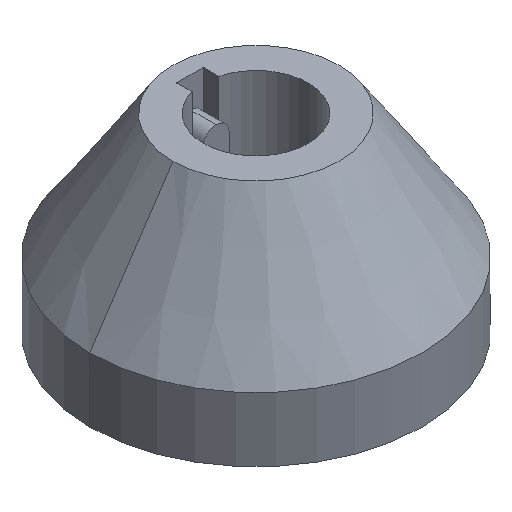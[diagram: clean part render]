
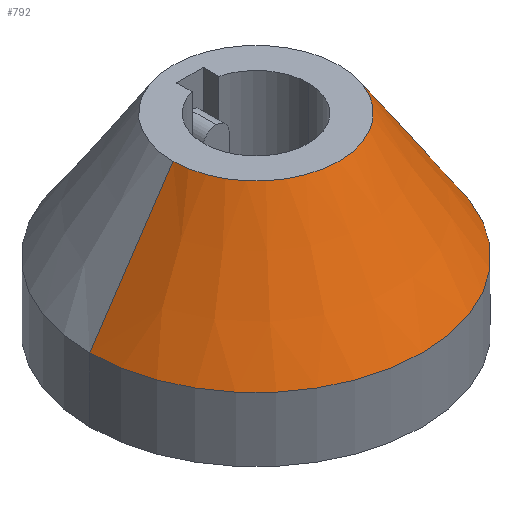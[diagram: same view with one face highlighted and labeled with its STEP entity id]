
A CAD part, isometric view. The second image highlights one B-rep face of the part: STEP entity #792.
In plain terms, the highlighted conical face has half-angle 33.69 degrees and reference radius 6.35 mm.
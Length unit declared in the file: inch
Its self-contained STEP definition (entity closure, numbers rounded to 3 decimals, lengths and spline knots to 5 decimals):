
#94 = ORIENTED_EDGE ( 'NONE', *, *, #4040, .T. ) ;
#792 = ADVANCED_FACE ( 'NONE', ( #3857 ), #6688, .T. ) ;
#997 = CARTESIAN_POINT ( 'NONE',  ( 0.25, 0., 0.49667 ) ) ;
#1045 = EDGE_LOOP ( 'NONE', ( #4643, #1310, #94, #5532 ) ) ;
#1120 = DIRECTION ( 'NONE',  ( 1., 0., 0. ) ) ;
#1310 = ORIENTED_EDGE ( 'NONE', *, *, #3883, .F. ) ;
#1949 = VERTEX_POINT ( 'NONE', #4767 ) ;
#1961 = DIRECTION ( 'NONE',  ( -0.555, 0., -0.832 ) ) ;
#2047 = VERTEX_POINT ( 'NONE', #7055 ) ;
#2078 = CARTESIAN_POINT ( 'NONE',  ( 0., 0., 0.12167 ) ) ;
#2286 = VERTEX_POINT ( 'NONE', #8307 ) ;
#3161 = CARTESIAN_POINT ( 'NONE',  ( 0., 0., 0.49667 ) ) ;
#3294 = CIRCLE ( 'NONE', #6075, 0.25 ) ;
#3788 = AXIS2_PLACEMENT_3D ( 'NONE', #3161, #7833, #3900 ) ;
#3857 = FACE_OUTER_BOUND ( 'NONE', #1045, .T. ) ;
#3872 = EDGE_CURVE ( 'NONE', #2047, #2286, #5387, .T. ) ;
#3876 = CARTESIAN_POINT ( 'NONE',  ( -0.25, 0., 0.49667 ) ) ;
#3883 = EDGE_CURVE ( 'NONE', #5970, #1949, #3294, .T. ) ;
#3900 = DIRECTION ( 'NONE',  ( -1., 0., 0. ) ) ;
#4040 = EDGE_CURVE ( 'NONE', #5970, #2286, #7932, .T. ) ;
#4271 = VECTOR ( 'NONE', #1961, 39.37008 ) ;
#4560 = VECTOR ( 'NONE', #7064, 39.37008 ) ;
#4643 = ORIENTED_EDGE ( 'NONE', *, *, #7304, .F. ) ;
#4767 = CARTESIAN_POINT ( 'NONE',  ( 0.25, 0., 0.49667 ) ) ;
#5069 = DIRECTION ( 'NONE',  ( 1., 0., 0. ) ) ;
#5387 = CIRCLE ( 'NONE', #7303, 0.5 ) ;
#5532 = ORIENTED_EDGE ( 'NONE', *, *, #3872, .F. ) ;
#5769 = DIRECTION ( 'NONE',  ( 0., 0., 1. ) ) ;
#5970 = VERTEX_POINT ( 'NONE', #7915 ) ;
#6073 = DIRECTION ( 'NONE',  ( 0., 0., -1. ) ) ;
#6075 = AXIS2_PLACEMENT_3D ( 'NONE', #8231, #5769, #5069 ) ;
#6688 = CONICAL_SURFACE ( 'NONE', #3788, 0.25, 0.588 ) ;
#7055 = CARTESIAN_POINT ( 'NONE',  ( 0.5, 0., 0.12167 ) ) ;
#7064 = DIRECTION ( 'NONE',  ( 0.555, 0., -0.832 ) ) ;
#7303 = AXIS2_PLACEMENT_3D ( 'NONE', #2078, #6073, #1120 ) ;
#7304 = EDGE_CURVE ( 'NONE', #1949, #2047, #8280, .T. ) ;
#7833 = DIRECTION ( 'NONE',  ( 0., 0., -1. ) ) ;
#7915 = CARTESIAN_POINT ( 'NONE',  ( -0.25, 0., 0.49667 ) ) ;
#7932 = LINE ( 'NONE', #3876, #4271 ) ;
#8231 = CARTESIAN_POINT ( 'NONE',  ( 0., 0., 0.49667 ) ) ;
#8280 = LINE ( 'NONE', #997, #4560 ) ;
#8307 = CARTESIAN_POINT ( 'NONE',  ( -0.5, 0., 0.12167 ) ) ;
